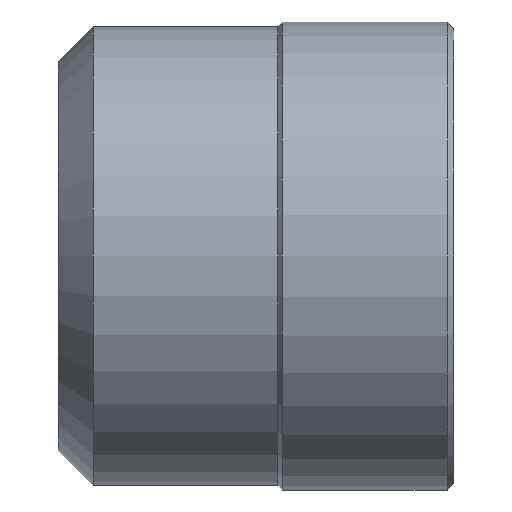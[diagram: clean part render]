
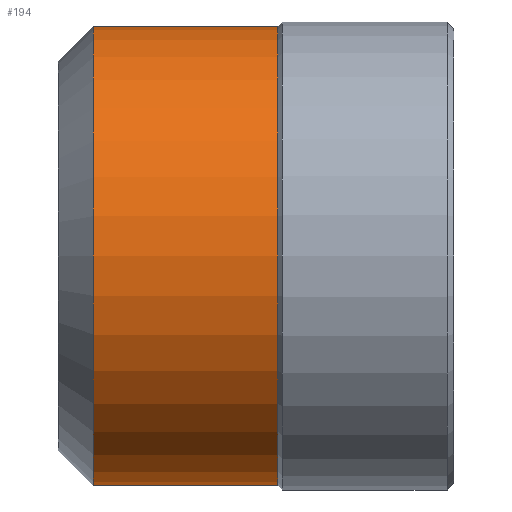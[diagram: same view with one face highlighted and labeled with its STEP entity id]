
A CAD part, front view. The second image highlights one B-rep face of the part: STEP entity #194.
In plain terms, the highlighted cylindrical face has radius 10.45 mm (diameter 20.9 mm), a full revolution.
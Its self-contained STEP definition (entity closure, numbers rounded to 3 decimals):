
#18=CYLINDRICAL_SURFACE('',#241,10.45);
#32=FACE_OUTER_BOUND('',#46,.T.);
#46=EDGE_LOOP('',(#166,#167,#168,#169,#170));
#56=LINE('',#363,#66);
#66=VECTOR('',#306,10.45);
#82=CIRCLE('',#239,10.45);
#83=CIRCLE('',#240,10.45);
#84=CIRCLE('',#242,10.45);
#98=VERTEX_POINT('',#355);
#99=VERTEX_POINT('',#356);
#100=VERTEX_POINT('',#361);
#120=EDGE_CURVE('',#98,#99,#82,.T.);
#121=EDGE_CURVE('',#99,#98,#83,.T.);
#123=EDGE_CURVE('',#100,#100,#84,.T.);
#124=EDGE_CURVE('',#100,#99,#56,.T.);
#166=ORIENTED_EDGE('',*,*,#123,.F.);
#167=ORIENTED_EDGE('',*,*,#124,.T.);
#168=ORIENTED_EDGE('',*,*,#120,.F.);
#169=ORIENTED_EDGE('',*,*,#121,.F.);
#170=ORIENTED_EDGE('',*,*,#124,.F.);
#194=ADVANCED_FACE('',(#32),#18,.T.);
#239=AXIS2_PLACEMENT_3D('',#357,#297,#298);
#240=AXIS2_PLACEMENT_3D('',#358,#299,#300);
#241=AXIS2_PLACEMENT_3D('',#360,#302,#303);
#242=AXIS2_PLACEMENT_3D('',#362,#304,#305);
#297=DIRECTION('center_axis',(-1.,0.,0.));
#298=DIRECTION('ref_axis',(0.,-1.,0.));
#299=DIRECTION('center_axis',(-1.,0.,0.));
#300=DIRECTION('ref_axis',(0.,-1.,0.));
#302=DIRECTION('center_axis',(1.,0.,0.));
#303=DIRECTION('ref_axis',(0.,1.,0.));
#304=DIRECTION('center_axis',(1.,0.,0.));
#305=DIRECTION('ref_axis',(0.,0.,-1.));
#306=DIRECTION('',(-1.,0.,0.));
#355=CARTESIAN_POINT('',(-16.4,10.45,0.));
#356=CARTESIAN_POINT('',(-16.4,-10.45,0.));
#357=CARTESIAN_POINT('Origin',(-16.4,0.,0.));
#358=CARTESIAN_POINT('Origin',(-16.4,0.,0.));
#360=CARTESIAN_POINT('Origin',(-13.,0.,0.));
#361=CARTESIAN_POINT('',(-8.,-10.45,0.));
#362=CARTESIAN_POINT('Origin',(-8.,0.,0.));
#363=CARTESIAN_POINT('',(-13.,-10.45,0.));
